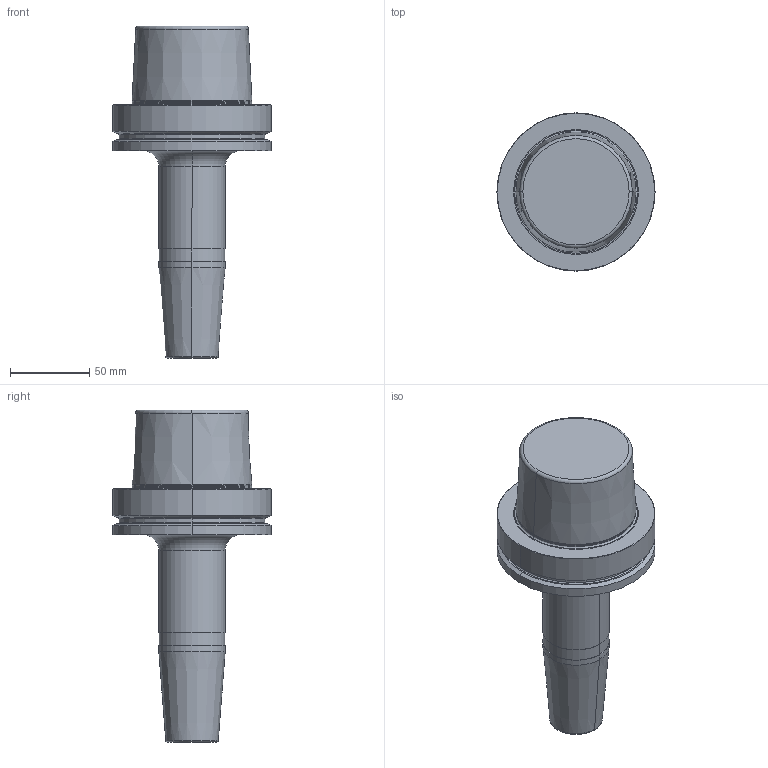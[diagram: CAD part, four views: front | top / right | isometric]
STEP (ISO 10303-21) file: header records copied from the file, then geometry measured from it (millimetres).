
FILE_DESCRIPTION((''),'2;1');
FILE_NAME('30338437','2021-09-30T10:36:07',('bahnemannr'),(''),'CREO PARAMETRIC BY PTC INC, 2019030','CREO PARAMETRIC BY PTC INC, 2019030','');
FILE_SCHEMA(('AP242_MANAGED_MODEL_BASED_3D_ENGINEERING_MIM_LF { 1 0 10303 442 1 1 4 }'));
Length unit declared in the file: millimetre
Products named in the file (1): 30338437
Bounding box: 100 x 100 x 209.9 mm (x, y, z)
Volume: 589524.2 mm3; surface area: 55305.1 mm2
Topology: 1 solids, 1 shells, 55 faces, 108 edges, 62 vertices
Faces by surface type: cylinder 16, torus 16, cone 14, plane 9
Entity records: 2310 total; most frequent: DIRECTION 304, CARTESIAN_POINT 231, ORIENTED_EDGE 216, AXIS2_PLACEMENT_3D 137, PRESENTATION_STYLE_ASSIGNMENT 112, STYLED_ITEM 112, CURVE_STYLE 111, EDGE_CURVE 108
